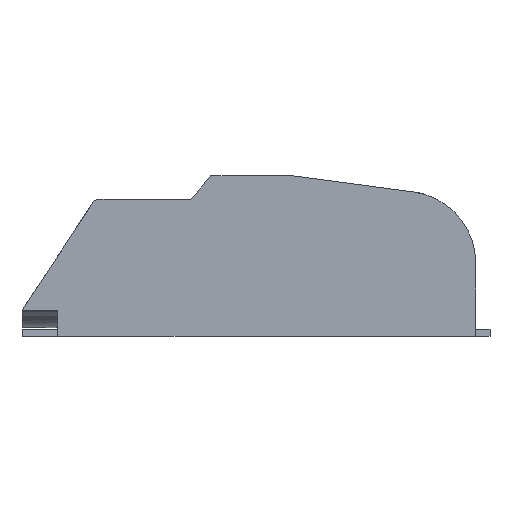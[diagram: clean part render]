
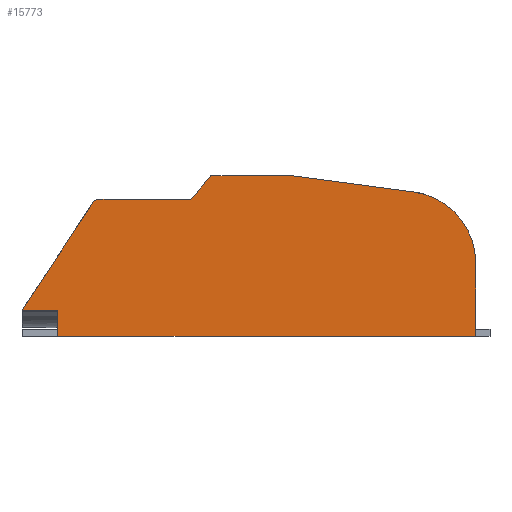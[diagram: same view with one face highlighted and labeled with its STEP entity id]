
A CAD part, front view. The second image highlights one B-rep face of the part: STEP entity #15773.
In plain terms, the highlighted planar face has unit normal (0, -1, 0).
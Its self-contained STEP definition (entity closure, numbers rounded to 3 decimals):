
#163 = CARTESIAN_POINT ( 'NONE',  ( -4.396, -3.95, 3.635 ) ) ;
#170 = VERTEX_POINT ( 'NONE', #3622 ) ;
#436 = CARTESIAN_POINT ( 'NONE',  ( -5.55, -3.95, 0.723 ) ) ;
#558 = VERTEX_POINT ( 'NONE', #436 ) ;
#850 = EDGE_CURVE ( 'NONE', #16988, #3665, #15620, .T. ) ;
#947 = AXIS2_PLACEMENT_3D ( 'NONE', #10462, #5145, #12207 ) ;
#1194 = LINE ( 'NONE', #12211, #10166 ) ;
#1236 = CARTESIAN_POINT ( 'NONE',  ( 0.981, -3.95, 4.5 ) ) ;
#1237 = CARTESIAN_POINT ( 'NONE',  ( -4.504, -3.95, 3.835 ) ) ;
#1650 = EDGE_CURVE ( 'NONE', #3016, #3697, #15801, .T. ) ;
#1962 = DIRECTION ( 'NONE',  ( 0., 0., 1. ) ) ;
#2041 = LINE ( 'NONE', #11892, #7765 ) ;
#3016 = VERTEX_POINT ( 'NONE', #3744 ) ;
#3175 = AXIS2_PLACEMENT_3D ( 'NONE', #163, #15276, #15546 ) ;
#3191 = DIRECTION ( 'NONE',  ( 1., 0., 0. ) ) ;
#3283 = LINE ( 'NONE', #14165, #7974 ) ;
#3622 = CARTESIAN_POINT ( 'NONE',  ( 6.15, -3.95, 0. ) ) ;
#3665 = VERTEX_POINT ( 'NONE', #17060 ) ;
#3697 = VERTEX_POINT ( 'NONE', #14184 ) ;
#3744 = CARTESIAN_POINT ( 'NONE',  ( -6.55, -3.95, 0.723 ) ) ;
#3917 = CIRCLE ( 'NONE', #14042, 2. ) ;
#4040 = EDGE_CURVE ( 'NONE', #12652, #170, #3283, .T. ) ;
#4194 = DIRECTION ( 'NONE',  ( 0.991, 0., -0.132 ) ) ;
#4322 = EDGE_CURVE ( 'NONE', #12652, #13015, #3917, .T. ) ;
#4394 = CARTESIAN_POINT ( 'NONE',  ( -4.396, -3.95, 3.835 ) ) ;
#4469 = ORIENTED_EDGE ( 'NONE', *, *, #7564, .F. ) ;
#4567 = CARTESIAN_POINT ( 'NONE',  ( -1.821, -3.95, 3.835 ) ) ;
#5145 = DIRECTION ( 'NONE',  ( 0., 1., 0. ) ) ;
#5515 = DIRECTION ( 'NONE',  ( 1., 0., 0. ) ) ;
#5555 = LINE ( 'NONE', #1236, #10298 ) ;
#6019 = LINE ( 'NONE', #1237, #10671 ) ;
#6103 = CARTESIAN_POINT ( 'NONE',  ( -1.821, -3.95, 3.835 ) ) ;
#6297 = EDGE_CURVE ( 'NONE', #8282, #3697, #10959, .T. ) ;
#6308 = DIRECTION ( 'NONE',  ( 0.549, 0., 0.836 ) ) ;
#6437 = EDGE_CURVE ( 'NONE', #8282, #16988, #6019, .T. ) ;
#6475 = DIRECTION ( 'NONE',  ( 1., 0., 0. ) ) ;
#6789 = DIRECTION ( 'NONE',  ( 0., 0., 1. ) ) ;
#6998 = EDGE_CURVE ( 'NONE', #17114, #170, #1194, .T. ) ;
#7290 = CARTESIAN_POINT ( 'NONE',  ( 0.981, -3.95, 4.5 ) ) ;
#7564 = EDGE_CURVE ( 'NONE', #3665, #9460, #9947, .T. ) ;
#7765 = VECTOR ( 'NONE', #1962, 1000. ) ;
#7845 = CARTESIAN_POINT ( 'NONE',  ( -5.55, -3.95, 0. ) ) ;
#7965 = FACE_OUTER_BOUND ( 'NONE', #17441, .T. ) ;
#7974 = VECTOR ( 'NONE', #8796, 1000. ) ;
#8282 = VERTEX_POINT ( 'NONE', #4394 ) ;
#8360 = VECTOR ( 'NONE', #14342, 1000. ) ;
#8783 = LINE ( 'NONE', #10205, #9411 ) ;
#8796 = DIRECTION ( 'NONE',  ( 0., 0., -1. ) ) ;
#9322 = EDGE_CURVE ( 'NONE', #17114, #558, #2041, .T. ) ;
#9398 = PLANE ( 'NONE',  #947 ) ;
#9411 = VECTOR ( 'NONE', #14402, 1000. ) ;
#9460 = VERTEX_POINT ( 'NONE', #7290 ) ;
#9947 = LINE ( 'NONE', #15752, #13130 ) ;
#10166 = VECTOR ( 'NONE', #5515, 1000. ) ;
#10205 = CARTESIAN_POINT ( 'NONE',  ( -5.55, -3.95, 0.723 ) ) ;
#10298 = VECTOR ( 'NONE', #4194, 1000. ) ;
#10350 = CARTESIAN_POINT ( 'NONE',  ( -6.55, -3.95, 0.723 ) ) ;
#10462 = CARTESIAN_POINT ( 'NONE',  ( -6.55, -3.95, 4.5 ) ) ;
#10671 = VECTOR ( 'NONE', #6475, 1000. ) ;
#10740 = DIRECTION ( 'NONE',  ( 0., -1., 0. ) ) ;
#10935 = CARTESIAN_POINT ( 'NONE',  ( 4.15, -3.95, 2.06 ) ) ;
#10959 = CIRCLE ( 'NONE', #3175, 0.2 ) ;
#11520 = EDGE_CURVE ( 'NONE', #558, #3016, #8783, .T. ) ;
#11892 = CARTESIAN_POINT ( 'NONE',  ( -5.55, -3.95, 0.723 ) ) ;
#11895 = VECTOR ( 'NONE', #6308, 1000. ) ;
#11914 = ORIENTED_EDGE ( 'NONE', *, *, #11520, .F. ) ;
#12207 = DIRECTION ( 'NONE',  ( 0., 0., 1. ) ) ;
#12211 = CARTESIAN_POINT ( 'NONE',  ( -6.55, -3.95, 0. ) ) ;
#12344 = ORIENTED_EDGE ( 'NONE', *, *, #6297, .T. ) ;
#12652 = VERTEX_POINT ( 'NONE', #16152 ) ;
#13015 = VERTEX_POINT ( 'NONE', #16408 ) ;
#13130 = VECTOR ( 'NONE', #3191, 1000. ) ;
#14042 = AXIS2_PLACEMENT_3D ( 'NONE', #10935, #10740, #6789 ) ;
#14128 = ORIENTED_EDGE ( 'NONE', *, *, #4040, .F. ) ;
#14165 = CARTESIAN_POINT ( 'NONE',  ( 6.15, -3.95, 4.5 ) ) ;
#14184 = CARTESIAN_POINT ( 'NONE',  ( -4.563, -3.95, 3.745 ) ) ;
#14219 = ORIENTED_EDGE ( 'NONE', *, *, #6437, .F. ) ;
#14342 = DIRECTION ( 'NONE',  ( 0.645, 0., 0.764 ) ) ;
#14402 = DIRECTION ( 'NONE',  ( -1., 0., 0. ) ) ;
#14646 = ORIENTED_EDGE ( 'NONE', *, *, #17199, .F. ) ;
#15276 = DIRECTION ( 'NONE',  ( 0., -1., 0. ) ) ;
#15415 = ORIENTED_EDGE ( 'NONE', *, *, #4322, .T. ) ;
#15546 = DIRECTION ( 'NONE',  ( 0., 0., 1. ) ) ;
#15620 = LINE ( 'NONE', #4567, #8360 ) ;
#15642 = ORIENTED_EDGE ( 'NONE', *, *, #9322, .F. ) ;
#15695 = ORIENTED_EDGE ( 'NONE', *, *, #6998, .T. ) ;
#15752 = CARTESIAN_POINT ( 'NONE',  ( -6.55, -3.95, 4.5 ) ) ;
#15773 = ADVANCED_FACE ( 'NONE', ( #7965 ), #9398, .F. ) ;
#15801 = LINE ( 'NONE', #10350, #11895 ) ;
#16102 = ORIENTED_EDGE ( 'NONE', *, *, #1650, .F. ) ;
#16152 = CARTESIAN_POINT ( 'NONE',  ( 6.15, -3.95, 2.06 ) ) ;
#16408 = CARTESIAN_POINT ( 'NONE',  ( 4.414, -3.95, 4.042 ) ) ;
#16988 = VERTEX_POINT ( 'NONE', #6103 ) ;
#17060 = CARTESIAN_POINT ( 'NONE',  ( -1.26, -3.95, 4.5 ) ) ;
#17114 = VERTEX_POINT ( 'NONE', #7845 ) ;
#17199 = EDGE_CURVE ( 'NONE', #9460, #13015, #5555, .T. ) ;
#17339 = ORIENTED_EDGE ( 'NONE', *, *, #850, .F. ) ;
#17441 = EDGE_LOOP ( 'NONE', ( #14219, #12344, #16102, #11914, #15642, #15695, #14128, #15415, #14646, #4469, #17339 ) ) ;
